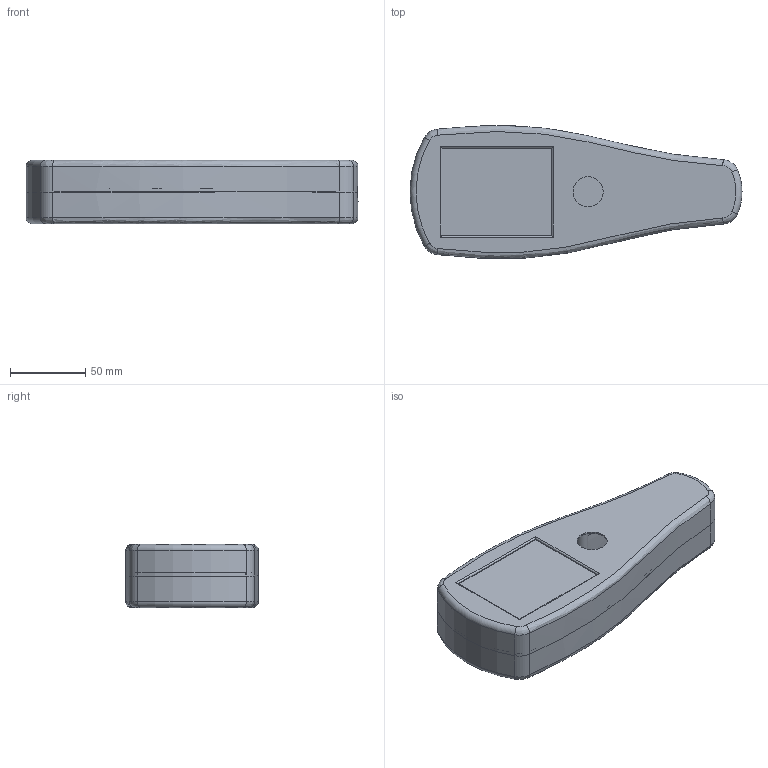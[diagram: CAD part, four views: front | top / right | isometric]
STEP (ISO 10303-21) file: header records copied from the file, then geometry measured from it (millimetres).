
FILE_DESCRIPTION(('FreeCAD Model'),'2;1');
FILE_NAME('Open CASCADE Shape Model','2025-02-07T17:41:11',(''),(''), 'Open CASCADE STEP processor 7.8','FreeCAD','Unknown');
FILE_SCHEMA(('AUTOMOTIVE_DESIGN { 1 0 10303 214 1 1 1 1 }'));
Length unit declared in the file: millimetre
Products named in the file (3): medical_device_enclosure; lower-cuts; upper-cuts
Assembly tree (2 placements, depth 2):
  medical_device_enclosure
    lower-cuts
    upper-cuts
Bounding box: 220.17 x 88.09 x 42 mm (x, y, z)
Volume: 61134.9 mm3; surface area: 110691.9 mm2
Topology: 2 solids, 2 shells, 186 faces, 402 edges, 244 vertices
Faces by surface type: plane 60, cylinder 52, bspline 32, offset 24, torus 14, extrusion 4
Full cylindrical faces by diameter (mm): 4 x12, 6 x6, 8 x12, 20 x1
Entity records: 10986 total; most frequent: CARTESIAN_POINT 7331, ORIENTED_EDGE 804, DIRECTION 619, EDGE_CURVE 402, AXIS2_PLACEMENT_3D 265, VERTEX_POINT 244, FACE_BOUND 224, EDGE_LOOP 224
